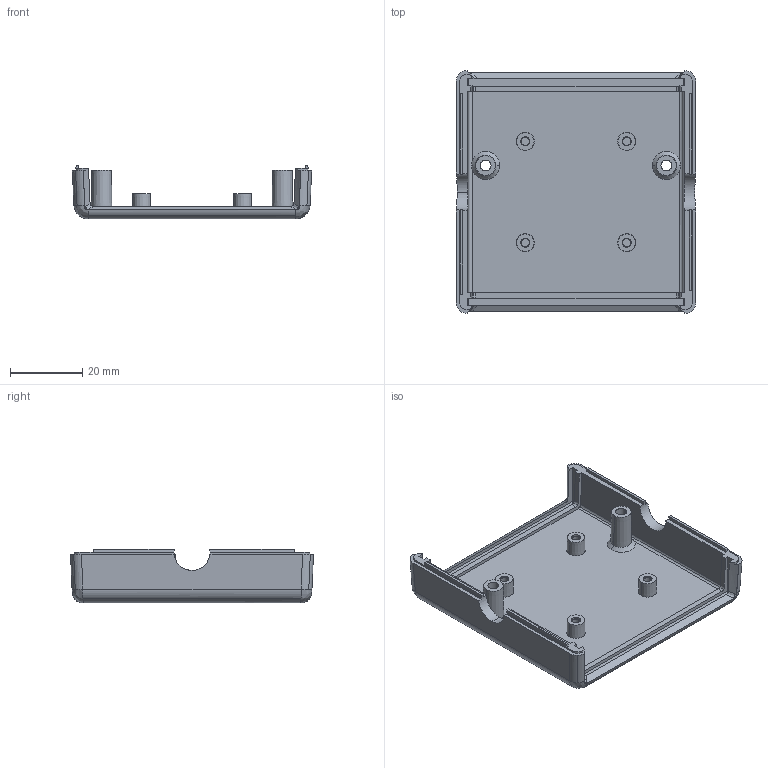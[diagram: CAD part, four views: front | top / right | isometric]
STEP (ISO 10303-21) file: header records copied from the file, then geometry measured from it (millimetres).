
FILE_DESCRIPTION (( 'STEP AP214' ), '1' );
FILE_NAME ('1593K BOTTOM.stp.STEP', '2025-07-17T15:25:19', ( '' ), ( '' ), 'SwSTEP 2.0', 'SolidWorks 2023', '' );
FILE_SCHEMA (( 'AUTOMOTIVE_DESIGN' ));
Length unit declared in the file: millimetre
Products named in the file (1): 1593K BOTTOM.stp
Bounding box: 66.18 x 67.18 x 14.9 mm (x, y, z)
Volume: 15345.3 mm3; surface area: 13611.6 mm2
Topology: 1 solids, 1 shells, 187 faces, 487 edges, 314 vertices
Faces by surface type: plane 80, cylinder 67, cone 20, bspline 20
Entity records: 6239 total; most frequent: CARTESIAN_POINT 1858, ORIENTED_EDGE 974, DIRECTION 823, EDGE_CURVE 487, VERTEX_POINT 314, AXIS2_PLACEMENT_3D 292, LINE 239, VECTOR 239
